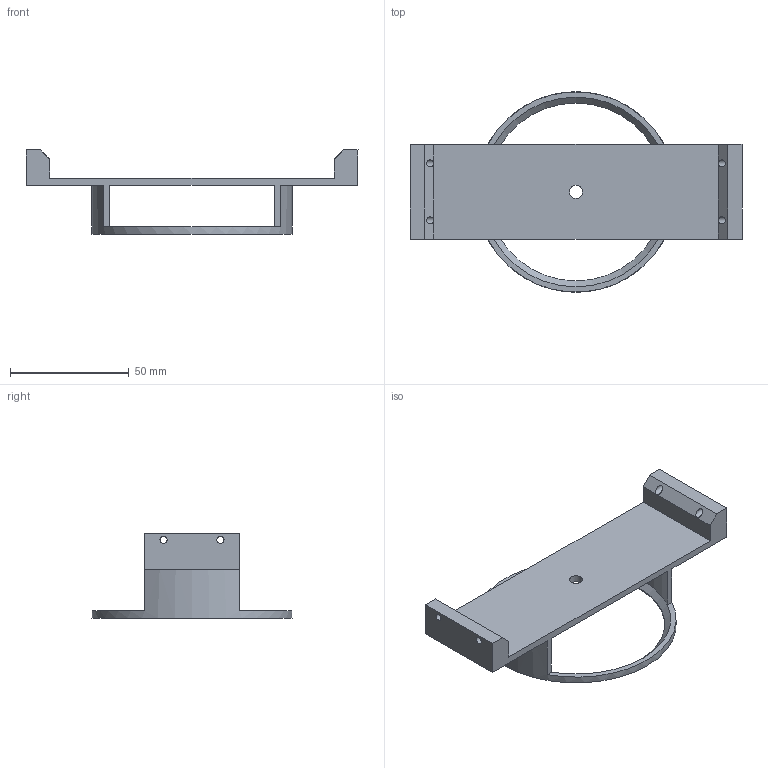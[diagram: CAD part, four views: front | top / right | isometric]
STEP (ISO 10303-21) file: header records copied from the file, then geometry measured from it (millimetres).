
FILE_DESCRIPTION(/* description */ (''),/* implementation_level */ '2;1');
FILE_NAME(/* name */ 'diancitiev3.step',/* time_stamp */ '2025-10-25T22:24:05-04:00',/* author */ (''),/* organization */ (''),/* preprocessor_version */ 'ST-DEVELOPER v20.1',/* originating_system */ 'Autodesk Translation Framework v14.17.0.0',/* authorisation */ '');
FILE_SCHEMA (('AUTOMOTIVE_DESIGN { 1 0 10303 214 3 1 1 }'));
Length unit declared in the file: millimetre
Products named in the file (1): 2025-10-19-22-14-40-317
Bounding box: 140 x 84.5 x 35.5 mm (x, y, z)
Volume: 31555.7 mm3; surface area: 20992.3 mm2
Topology: 1 solids, 1 shells, 27 faces, 87 edges, 55 vertices
Faces by surface type: plane 17, cylinder 9, cone 1
Full cylindrical faces by diameter (mm): 3 x4, 5.5 x1, 75 x1, 84.5 x1
Entity records: 1019 total; most frequent: ORIENTED_EDGE 174, DIRECTION 172, CARTESIAN_POINT 170, EDGE_CURVE 87, LINE 58, VECTOR 58, AXIS2_PLACEMENT_3D 57, VERTEX_POINT 55
